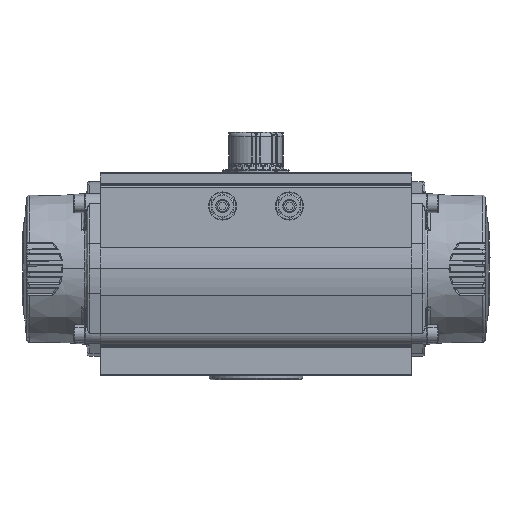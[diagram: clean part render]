
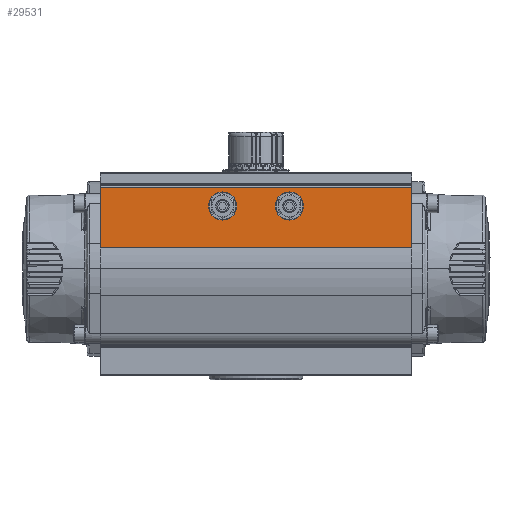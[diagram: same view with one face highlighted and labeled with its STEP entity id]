
A CAD part, top view. The second image highlights one B-rep face of the part: STEP entity #29531.
In plain terms, the highlighted face is planar.
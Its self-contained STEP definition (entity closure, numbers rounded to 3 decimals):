
#4747 = CARTESIAN_POINT ( 'NONE',  ( -40.876, 35.177, 34.4 ) ) ;
#20420 = CARTESIAN_POINT ( 'NONE',  ( -40.876, -35.823, 34.4 ) ) ;
#20436 = DIRECTION ( 'NONE',  ( 1., 0., 0. ) ) ;
#20441 = CARTESIAN_POINT ( 'NONE',  ( -40.876, 24.677, 34.4 ) ) ;
#20447 = CIRCLE ( 'NONE', #20466, 10.5 ) ;
#20466 = AXIS2_PLACEMENT_3D ( 'NONE', #20441, #20436, #48098 ) ;
#20523 = DIRECTION ( 'NONE',  ( 1., 0., 0. ) ) ;
#20574 = DIRECTION ( 'NONE',  ( 0., 0., -1. ) ) ;
#20575 = AXIS2_PLACEMENT_3D ( 'NONE', #20585, #20523, #20574 ) ;
#20576 = CIRCLE ( 'NONE', #20575, 10.5 ) ;
#20585 = CARTESIAN_POINT ( 'NONE',  ( -40.876, -25.323, 34.4 ) ) ;
#20588 = DIRECTION ( 'NONE',  ( 0., 0., -1. ) ) ;
#20589 = DIRECTION ( 'NONE',  ( 1., 0., 0. ) ) ;
#20590 = CARTESIAN_POINT ( 'NONE',  ( -40.876, -25.323, 34.4 ) ) ;
#20591 = AXIS2_PLACEMENT_3D ( 'NONE', #20590, #20589, #20588 ) ;
#20593 = CARTESIAN_POINT ( 'NONE',  ( -40.876, 14.177, 34.4 ) ) ;
#20605 = CIRCLE ( 'NONE', #20591, 10.5 ) ;
#20718 = DIRECTION ( 'NONE',  ( 0., 0., -1. ) ) ;
#20719 = DIRECTION ( 'NONE',  ( 1., 0., 0. ) ) ;
#20720 = AXIS2_PLACEMENT_3D ( 'NONE', #20732, #20719, #20718 ) ;
#20726 = CIRCLE ( 'NONE', #20720, 10.5 ) ;
#20732 = CARTESIAN_POINT ( 'NONE',  ( -40.876, 24.677, 34.4 ) ) ;
#29515 = ORIENTED_EDGE ( 'NONE', *, *, #100111, .T. ) ;
#29516 = ORIENTED_EDGE ( 'NONE', *, *, #99877, .T. ) ;
#29531 = ADVANCED_FACE ( 'NONE', ( #74511, #74509, #74435 ), #74434, .T. ) ;
#29532 = ORIENTED_EDGE ( 'NONE', *, *, #100035, .T. ) ;
#29577 = EDGE_LOOP ( 'NONE', ( #31083, #31062, #30665, #29619 ) ) ;
#29619 = ORIENTED_EDGE ( 'NONE', *, *, #30684, .T. ) ;
#30665 = ORIENTED_EDGE ( 'NONE', *, *, #98673, .T. ) ;
#30684 = EDGE_CURVE ( 'NONE', #98838, #31077, #86454, .T. ) ;
#31056 = EDGE_CURVE ( 'NONE', #31073, #98834, #87926, .T. ) ;
#31060 = EDGE_CURVE ( 'NONE', #31073, #31077, #87904, .T. ) ;
#31061 = ORIENTED_EDGE ( 'NONE', *, *, #99974, .T. ) ;
#31062 = ORIENTED_EDGE ( 'NONE', *, *, #31056, .T. ) ;
#31063 = EDGE_LOOP ( 'NONE', ( #29532, #31072, #31061 ) ) ;
#31072 = ORIENTED_EDGE ( 'NONE', *, *, #54163, .T. ) ;
#31073 = VERTEX_POINT ( 'NONE', #87950 ) ;
#31074 = EDGE_LOOP ( 'NONE', ( #29516, #31078, #29515 ) ) ;
#31077 = VERTEX_POINT ( 'NONE', #87881 ) ;
#31078 = ORIENTED_EDGE ( 'NONE', *, *, #54217, .T. ) ;
#31083 = ORIENTED_EDGE ( 'NONE', *, *, #31060, .F. ) ;
#46270 = DIRECTION ( 'NONE',  ( 0., 1., 0. ) ) ;
#46272 = VECTOR ( 'NONE', #46270, 1000. ) ;
#46284 = CARTESIAN_POINT ( 'NONE',  ( -40.876, -0.323, 48.5 ) ) ;
#46285 = LINE ( 'NONE', #46284, #46272 ) ;
#46744 = CARTESIAN_POINT ( 'NONE',  ( -40.876, -116.623, 48.5 ) ) ;
#46745 = CARTESIAN_POINT ( 'NONE',  ( -40.876, 115.977, 48.5 ) ) ;
#48098 = DIRECTION ( 'NONE',  ( 0., 0., -1. ) ) ;
#54124 = VERTEX_POINT ( 'NONE', #120323 ) ;
#54163 = EDGE_CURVE ( 'NONE', #54211, #54124, #120383, .T. ) ;
#54211 = VERTEX_POINT ( 'NONE', #120634 ) ;
#54217 = EDGE_CURVE ( 'NONE', #54250, #95767, #120691, .T. ) ;
#54250 = VERTEX_POINT ( 'NONE', #120702 ) ;
#74434 = PLANE ( 'NONE',  #74468 ) ;
#74435 = FACE_OUTER_BOUND ( 'NONE', #29577, .T. ) ;
#74444 = CARTESIAN_POINT ( 'NONE',  ( -40.876, -0.323, -12.5 ) ) ;
#74468 = AXIS2_PLACEMENT_3D ( 'NONE', #74444, #74496, #74493 ) ;
#74493 = DIRECTION ( 'NONE',  ( 0., 0., 1. ) ) ;
#74496 = DIRECTION ( 'NONE',  ( -1., 0., 0. ) ) ;
#74509 = FACE_BOUND ( 'NONE', #31063, .T. ) ;
#74511 = FACE_BOUND ( 'NONE', #31074, .T. ) ;
#86453 = CARTESIAN_POINT ( 'NONE',  ( -40.876, 115.977, 36.213 ) ) ;
#86454 = LINE ( 'NONE', #86453, #86478 ) ;
#86477 = DIRECTION ( 'NONE',  ( 0., 0., -1. ) ) ;
#86478 = VECTOR ( 'NONE', #86477, 1000. ) ;
#87881 = CARTESIAN_POINT ( 'NONE',  ( -40.876, 115.977, 3.016 ) ) ;
#87904 = LINE ( 'NONE', #87906, #87966 ) ;
#87906 = CARTESIAN_POINT ( 'NONE',  ( -40.876, -0.323, 3.016 ) ) ;
#87923 = DIRECTION ( 'NONE',  ( 0., 0., 1. ) ) ;
#87924 = VECTOR ( 'NONE', #87923, 1000. ) ;
#87925 = CARTESIAN_POINT ( 'NONE',  ( -40.876, -116.623, -5.308 ) ) ;
#87926 = LINE ( 'NONE', #87925, #87924 ) ;
#87950 = CARTESIAN_POINT ( 'NONE',  ( -40.876, -116.623, 3.016 ) ) ;
#87965 = DIRECTION ( 'NONE',  ( 0., 1., 0. ) ) ;
#87966 = VECTOR ( 'NONE', #87965, 1000. ) ;
#95767 = VERTEX_POINT ( 'NONE', #4747 ) ;
#98673 = EDGE_CURVE ( 'NONE', #98834, #98838, #46285, .T. ) ;
#98834 = VERTEX_POINT ( 'NONE', #46744 ) ;
#98838 = VERTEX_POINT ( 'NONE', #46745 ) ;
#99874 = VERTEX_POINT ( 'NONE', #20420 ) ;
#99877 = EDGE_CURVE ( 'NONE', #100037, #54250, #20447, .T. ) ;
#99974 = EDGE_CURVE ( 'NONE', #54124, #99874, #20576, .T. ) ;
#100035 = EDGE_CURVE ( 'NONE', #99874, #54211, #20605, .T. ) ;
#100037 = VERTEX_POINT ( 'NONE', #20593 ) ;
#100111 = EDGE_CURVE ( 'NONE', #95767, #100037, #20726, .T. ) ;
#120323 = CARTESIAN_POINT ( 'NONE',  ( -40.876, -14.823, 34.4 ) ) ;
#120338 = DIRECTION ( 'NONE',  ( 1., 0., 0. ) ) ;
#120383 = CIRCLE ( 'NONE', #120454, 10.5 ) ;
#120416 = DIRECTION ( 'NONE',  ( 0., 0., -1. ) ) ;
#120440 = CARTESIAN_POINT ( 'NONE',  ( -40.876, -25.323, 34.4 ) ) ;
#120454 = AXIS2_PLACEMENT_3D ( 'NONE', #120440, #120338, #120416 ) ;
#120634 = CARTESIAN_POINT ( 'NONE',  ( -40.876, -25.323, 23.9 ) ) ;
#120678 = CARTESIAN_POINT ( 'NONE',  ( -40.876, 24.677, 34.4 ) ) ;
#120684 = AXIS2_PLACEMENT_3D ( 'NONE', #120678, #120721, #120720 ) ;
#120691 = CIRCLE ( 'NONE', #120684, 10.5 ) ;
#120702 = CARTESIAN_POINT ( 'NONE',  ( -40.876, 24.677, 23.9 ) ) ;
#120720 = DIRECTION ( 'NONE',  ( 0., 0., -1. ) ) ;
#120721 = DIRECTION ( 'NONE',  ( 1., 0., 0. ) ) ;
